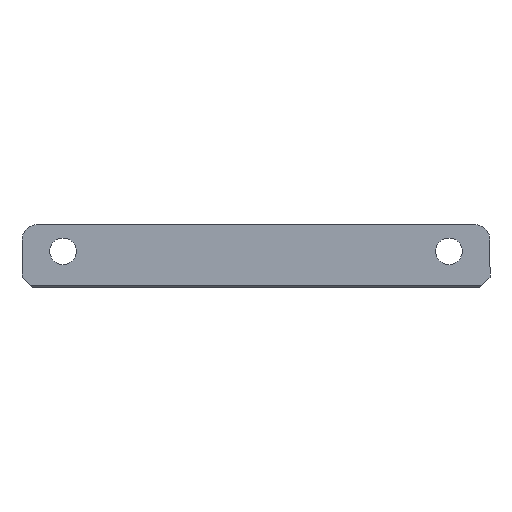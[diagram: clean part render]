
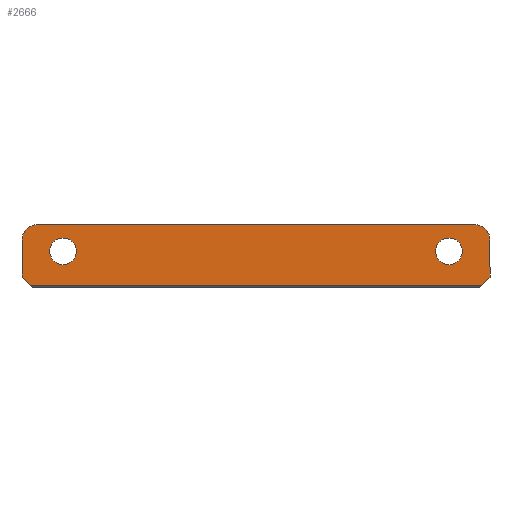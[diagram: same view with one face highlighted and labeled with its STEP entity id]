
A CAD part, left-side view. The second image highlights one B-rep face of the part: STEP entity #2666.
In plain terms, the highlighted planar face has unit normal (-1, 0, 0).
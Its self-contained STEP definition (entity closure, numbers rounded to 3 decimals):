
#17=FACE_BOUND('',#409,.T.);
#18=FACE_BOUND('',#410,.T.);
#135=PLANE('',#2828);
#270=FACE_OUTER_BOUND('',#408,.T.);
#408=EDGE_LOOP('',(#2435,#2436,#2437,#2438,#2439,#2440,#2441,#2442));
#409=EDGE_LOOP('',(#2443));
#410=EDGE_LOOP('',(#2444));
#479=LINE('',#3666,#831);
#481=LINE('',#3671,#833);
#712=LINE('',#4155,#1064);
#753=LINE('',#4239,#1105);
#754=LINE('',#4241,#1106);
#760=LINE('',#4253,#1112);
#831=VECTOR('',#2973,1000.);
#833=VECTOR('',#2977,10.);
#1064=VECTOR('',#3390,1000.);
#1105=VECTOR('',#3473,10.);
#1106=VECTOR('',#3476,10.);
#1112=VECTOR('',#3486,1000.);
#1133=CIRCLE('',#2701,2.6);
#1135=CIRCLE('',#2711,3.);
#1137=CIRCLE('',#2790,3.);
#1139=CIRCLE('',#2793,2.6);
#1194=VERTEX_POINT('',#3634);
#1198=VERTEX_POINT('',#3658);
#1199=VERTEX_POINT('',#3660);
#1200=VERTEX_POINT('',#3664);
#1201=VERTEX_POINT('',#3668);
#1344=VERTEX_POINT('',#4099);
#1345=VERTEX_POINT('',#4101);
#1347=VERTEX_POINT('',#4107);
#1364=VERTEX_POINT('',#4152);
#1386=VERTEX_POINT('',#4237);
#1451=EDGE_CURVE('',#1194,#1194,#1133,.T.);
#1463=EDGE_CURVE('',#1199,#1198,#1135,.F.);
#1466=EDGE_CURVE('',#1198,#1200,#479,.T.);
#1468=EDGE_CURVE('',#1201,#1200,#481,.T.);
#1681=EDGE_CURVE('',#1345,#1344,#1137,.F.);
#1685=EDGE_CURVE('',#1347,#1347,#1139,.T.);
#1707=EDGE_CURVE('',#1345,#1364,#712,.T.);
#1751=EDGE_CURVE('',#1386,#1201,#753,.T.);
#1752=EDGE_CURVE('',#1364,#1386,#754,.T.);
#1758=EDGE_CURVE('',#1199,#1344,#760,.T.);
#2435=ORIENTED_EDGE('',*,*,#1751,.F.);
#2436=ORIENTED_EDGE('',*,*,#1752,.F.);
#2437=ORIENTED_EDGE('',*,*,#1707,.F.);
#2438=ORIENTED_EDGE('',*,*,#1681,.T.);
#2439=ORIENTED_EDGE('',*,*,#1758,.F.);
#2440=ORIENTED_EDGE('',*,*,#1463,.T.);
#2441=ORIENTED_EDGE('',*,*,#1466,.T.);
#2442=ORIENTED_EDGE('',*,*,#1468,.F.);
#2443=ORIENTED_EDGE('',*,*,#1451,.T.);
#2444=ORIENTED_EDGE('',*,*,#1685,.T.);
#2666=ADVANCED_FACE('',(#270,#17,#18),#135,.F.);
#2701=AXIS2_PLACEMENT_3D('',#3636,#2937,#2938);
#2711=AXIS2_PLACEMENT_3D('',#3661,#2967,#2968);
#2790=AXIS2_PLACEMENT_3D('',#4102,#3341,#3342);
#2793=AXIS2_PLACEMENT_3D('',#4109,#3349,#3350);
#2828=AXIS2_PLACEMENT_3D('',#4252,#3484,#3485);
#2937=DIRECTION('center_axis',(1.,0.,0.));
#2938=DIRECTION('ref_axis',(0.,1.,0.));
#2967=DIRECTION('center_axis',(1.,0.,0.));
#2968=DIRECTION('ref_axis',(0.,1.,0.));
#2973=DIRECTION('',(0.,0.,-1.));
#2977=DIRECTION('',(0.,0.707,0.707));
#3341=DIRECTION('center_axis',(1.,0.,0.));
#3342=DIRECTION('ref_axis',(0.,1.,0.));
#3349=DIRECTION('center_axis',(1.,0.,0.));
#3350=DIRECTION('ref_axis',(0.,1.,0.));
#3390=DIRECTION('',(0.,0.,-1.));
#3473=DIRECTION('',(0.,1.,0.));
#3476=DIRECTION('',(0.,0.707,-0.707));
#3484=DIRECTION('center_axis',(1.,0.,0.));
#3485=DIRECTION('ref_axis',(0.,1.,0.));
#3486=DIRECTION('',(0.,-1.,0.));
#3634=CARTESIAN_POINT('',(-0.8,80.5,7.));
#3636=CARTESIAN_POINT('Origin',(-0.8,83.1,7.));
#3658=CARTESIAN_POINT('',(-0.8,91.1,9.2));
#3660=CARTESIAN_POINT('',(-0.8,88.1,12.2));
#3661=CARTESIAN_POINT('Origin',(-0.8,88.1,9.2));
#3664=CARTESIAN_POINT('',(-0.8,91.1,2.));
#3666=CARTESIAN_POINT('',(-0.8,91.1,6.1));
#3668=CARTESIAN_POINT('',(-0.8,89.5,0.4));
#3671=CARTESIAN_POINT('',(-0.8,89.475,0.375));
#4099=CARTESIAN_POINT('',(-0.8,3.,12.2));
#4101=CARTESIAN_POINT('',(-0.8,0.,9.2));
#4102=CARTESIAN_POINT('Origin',(-0.8,3.,9.2));
#4107=CARTESIAN_POINT('',(-0.8,5.4,7.));
#4109=CARTESIAN_POINT('Origin',(-0.8,8.,7.));
#4152=CARTESIAN_POINT('',(-0.8,0.,2.));
#4155=CARTESIAN_POINT('',(-0.8,0.,6.1));
#4237=CARTESIAN_POINT('',(-0.8,1.6,0.4));
#4239=CARTESIAN_POINT('',(-0.8,45.55,0.4));
#4241=CARTESIAN_POINT('',(-0.8,1.625,0.375));
#4252=CARTESIAN_POINT('Origin',(-0.8,30.4,27.9));
#4253=CARTESIAN_POINT('',(-0.8,6.125,12.2));
